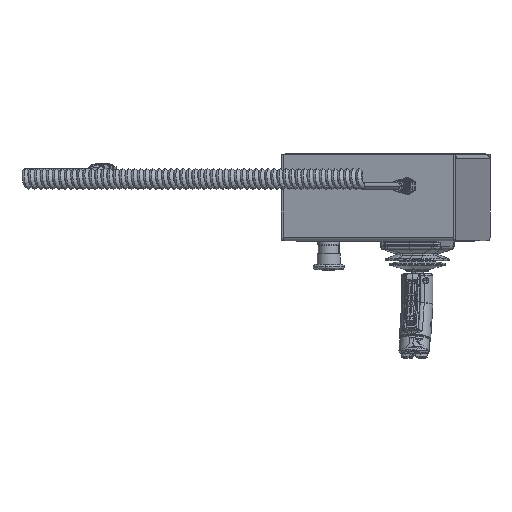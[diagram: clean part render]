
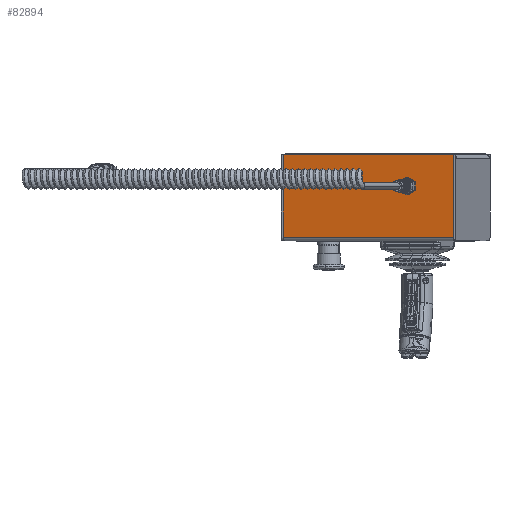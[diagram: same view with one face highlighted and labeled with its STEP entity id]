
A CAD part, left-side view. The second image highlights one B-rep face of the part: STEP entity #82894.
In plain terms, the highlighted planar face has unit normal (-0.97, 0.244, 0).
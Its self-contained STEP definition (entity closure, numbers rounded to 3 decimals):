
#6572 = ORIENTED_EDGE ( 'NONE', *, *, #174199, .T. ) ;
#6658 = DIRECTION ( 'NONE',  ( 0.97, -0.244, 0. ) ) ;
#6803 = VERTEX_POINT ( 'NONE', #103044 ) ;
#8973 = ORIENTED_EDGE ( 'NONE', *, *, #211125, .F. ) ;
#15627 = DIRECTION ( 'NONE',  ( 0., 0., 1. ) ) ;
#16036 = DIRECTION ( 'NONE',  ( -0.97, 0.244, 0. ) ) ;
#18393 = CARTESIAN_POINT ( 'NONE',  ( -94.689, -105.386, 23.711 ) ) ;
#21438 = CARTESIAN_POINT ( 'NONE',  ( -80.006, -47.014, -7.324 ) ) ;
#24530 = CIRCLE ( 'NONE', #71285, 8.765 ) ;
#27929 = ORIENTED_EDGE ( 'NONE', *, *, #120680, .T. ) ;
#30182 = FACE_OUTER_BOUND ( 'NONE', #50588, .T. ) ;
#38485 = VERTEX_POINT ( 'NONE', #18393 ) ;
#38774 = PLANE ( 'NONE',  #107107 ) ;
#42517 = CARTESIAN_POINT ( 'NONE',  ( -39.803, 112.817, -81.289 ) ) ;
#45074 = VERTEX_POINT ( 'NONE', #21438 ) ;
#50588 = EDGE_LOOP ( 'NONE', ( #8973, #27929, #211176, #153764 ) ) ;
#57775 = EDGE_LOOP ( 'NONE', ( #129222, #6572 ) ) ;
#59750 = CARTESIAN_POINT ( 'NONE',  ( -94.689, -105.386, -81.289 ) ) ;
#63502 = DIRECTION ( 'NONE',  ( 0., 0., -1. ) ) ;
#71285 = AXIS2_PLACEMENT_3D ( 'NONE', #94872, #240364, #115748 ) ;
#71915 = DIRECTION ( 'NONE',  ( 0.244, 0.97, 0. ) ) ;
#72358 = EDGE_CURVE ( 'NONE', #38485, #6803, #135443, .T. ) ;
#77319 = CARTESIAN_POINT ( 'NONE',  ( -39.803, 112.817, -81.289 ) ) ;
#80730 = DIRECTION ( 'NONE',  ( 0., 0., 1. ) ) ;
#82894 = ADVANCED_FACE ( 'NONE', ( #141051, #30182 ), #38774, .T. ) ;
#88198 = LINE ( 'NONE', #140531, #143618 ) ;
#94872 = CARTESIAN_POINT ( 'NONE',  ( -80.006, -47.014, -16.089 ) ) ;
#95866 = EDGE_CURVE ( 'NONE', #45074, #201362, #216743, .T. ) ;
#103044 = CARTESIAN_POINT ( 'NONE',  ( -39.803, 112.817, 23.711 ) ) ;
#107107 = AXIS2_PLACEMENT_3D ( 'NONE', #59750, #16036, #80730 ) ;
#107193 = CARTESIAN_POINT ( 'NONE',  ( -80.006, -47.014, -24.854 ) ) ;
#115748 = DIRECTION ( 'NONE',  ( 0., 0., 1. ) ) ;
#120680 = EDGE_CURVE ( 'NONE', #140875, #38485, #88198, .T. ) ;
#129222 = ORIENTED_EDGE ( 'NONE', *, *, #95866, .T. ) ;
#131481 = CARTESIAN_POINT ( 'NONE',  ( -80.006, -47.014, -16.089 ) ) ;
#133849 = VECTOR ( 'NONE', #71915, 1000. ) ;
#135443 = LINE ( 'NONE', #146479, #245990 ) ;
#140531 = CARTESIAN_POINT ( 'NONE',  ( -94.689, -105.386, -81.289 ) ) ;
#140875 = VERTEX_POINT ( 'NONE', #153427 ) ;
#141051 = FACE_BOUND ( 'NONE', #57775, .T. ) ;
#143618 = VECTOR ( 'NONE', #15627, 1000. ) ;
#146479 = CARTESIAN_POINT ( 'NONE',  ( -94.689, -105.386, 23.711 ) ) ;
#147798 = LINE ( 'NONE', #42517, #251841 ) ;
#152445 = DIRECTION ( 'NONE',  ( 0., 0., 1. ) ) ;
#153427 = CARTESIAN_POINT ( 'NONE',  ( -94.689, -105.386, -81.289 ) ) ;
#153764 = ORIENTED_EDGE ( 'NONE', *, *, #193192, .T. ) ;
#167344 = DIRECTION ( 'NONE',  ( 0.244, 0.97, 0. ) ) ;
#174199 = EDGE_CURVE ( 'NONE', #201362, #45074, #24530, .T. ) ;
#189111 = LINE ( 'NONE', #258462, #133849 ) ;
#193192 = EDGE_CURVE ( 'NONE', #6803, #212849, #147798, .T. ) ;
#201362 = VERTEX_POINT ( 'NONE', #107193 ) ;
#211125 = EDGE_CURVE ( 'NONE', #140875, #212849, #189111, .T. ) ;
#211176 = ORIENTED_EDGE ( 'NONE', *, *, #72358, .T. ) ;
#212849 = VERTEX_POINT ( 'NONE', #77319 ) ;
#216743 = CIRCLE ( 'NONE', #227321, 8.765 ) ;
#227321 = AXIS2_PLACEMENT_3D ( 'NONE', #131481, #6658, #152445 ) ;
#240364 = DIRECTION ( 'NONE',  ( 0.97, -0.244, 0. ) ) ;
#245990 = VECTOR ( 'NONE', #167344, 1000. ) ;
#251841 = VECTOR ( 'NONE', #63502, 1000. ) ;
#258462 = CARTESIAN_POINT ( 'NONE',  ( -94.689, -105.386, -81.289 ) ) ;
